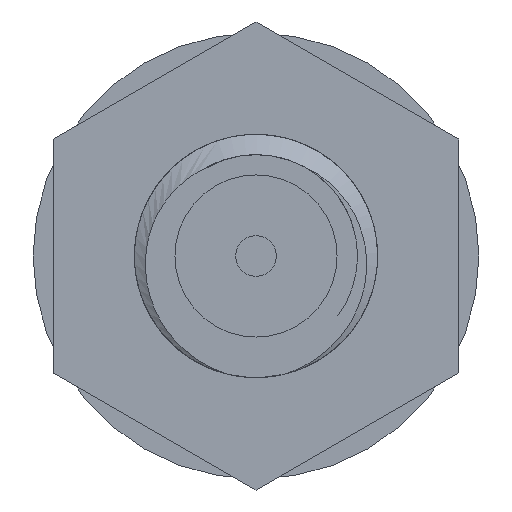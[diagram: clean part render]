
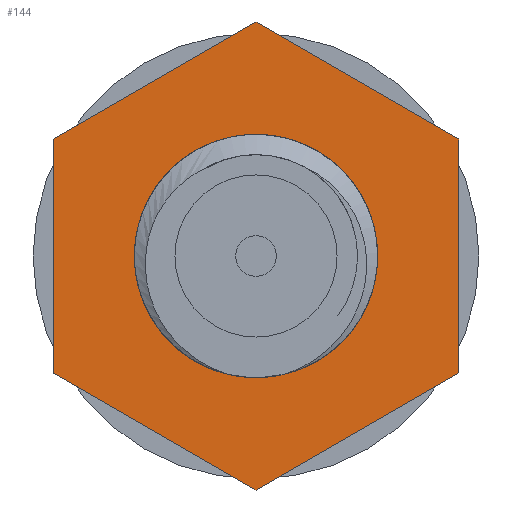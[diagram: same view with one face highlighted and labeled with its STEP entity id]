
A CAD part, left-side view. The second image highlights one B-rep face of the part: STEP entity #144.
In plain terms, the highlighted planar face has unit normal (-1, 0, 0).
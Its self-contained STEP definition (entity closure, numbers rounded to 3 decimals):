
#112=PLANE('',#591);
#144=ADVANCED_FACE('',(#188),#112,.F.);
#188=FACE_OUTER_BOUND('',#219,.T.);
#219=EDGE_LOOP('',(#330,#331,#332,#333,#334,#335));
#330=ORIENTED_EDGE('',*,*,#451,.F.);
#331=ORIENTED_EDGE('',*,*,#467,.F.);
#332=ORIENTED_EDGE('',*,*,#464,.F.);
#333=ORIENTED_EDGE('',*,*,#461,.F.);
#334=ORIENTED_EDGE('',*,*,#458,.F.);
#335=ORIENTED_EDGE('',*,*,#455,.F.);
#402=VERTEX_POINT('',#7727);
#403=VERTEX_POINT('',#7728);
#406=VERTEX_POINT('',#7736);
#408=VERTEX_POINT('',#7742);
#410=VERTEX_POINT('',#7748);
#412=VERTEX_POINT('',#7754);
#451=EDGE_CURVE('',#402,#403,#500,.T.);
#455=EDGE_CURVE('',#403,#406,#504,.T.);
#458=EDGE_CURVE('',#406,#408,#507,.T.);
#461=EDGE_CURVE('',#408,#410,#510,.T.);
#464=EDGE_CURVE('',#410,#412,#513,.T.);
#467=EDGE_CURVE('',#412,#402,#516,.T.);
#500=LINE('',#7726,#539);
#504=LINE('',#7735,#543);
#507=LINE('',#7741,#546);
#510=LINE('',#7747,#549);
#513=LINE('',#7753,#552);
#516=LINE('',#7759,#555);
#539=VECTOR('',#645,1.);
#543=VECTOR('',#651,1.);
#546=VECTOR('',#656,1.);
#549=VECTOR('',#661,1.);
#552=VECTOR('',#666,1.);
#555=VECTOR('',#671,1.);
#591=AXIS2_PLACEMENT_3D('',#7763,#677,#678);
#645=DIRECTION('',(0.,0.,-1.));
#651=DIRECTION('',(0.,0.866,-0.5));
#656=DIRECTION('',(0.,0.866,0.5));
#661=DIRECTION('',(0.,0.,1.));
#666=DIRECTION('',(0.,-0.866,0.5));
#671=DIRECTION('',(0.,-0.866,-0.5));
#677=DIRECTION('',(1.,0.,0.));
#678=DIRECTION('',(0.,0.,-1.));
#7726=CARTESIAN_POINT('',(5.,-5.,2.887));
#7727=CARTESIAN_POINT('',(5.,-5.,2.887));
#7728=CARTESIAN_POINT('',(5.,-5.,-2.887));
#7735=CARTESIAN_POINT('',(5.,-5.,-2.887));
#7736=CARTESIAN_POINT('',(5.,0.,-5.774));
#7741=CARTESIAN_POINT('',(5.,0.,-5.774));
#7742=CARTESIAN_POINT('',(5.,5.,-2.887));
#7747=CARTESIAN_POINT('',(5.,5.,-2.887));
#7748=CARTESIAN_POINT('',(5.,5.,2.887));
#7753=CARTESIAN_POINT('',(5.,5.,2.887));
#7754=CARTESIAN_POINT('',(5.,0.,5.774));
#7759=CARTESIAN_POINT('',(5.,0.,5.774));
#7763=CARTESIAN_POINT('',(5.,0.,0.));
